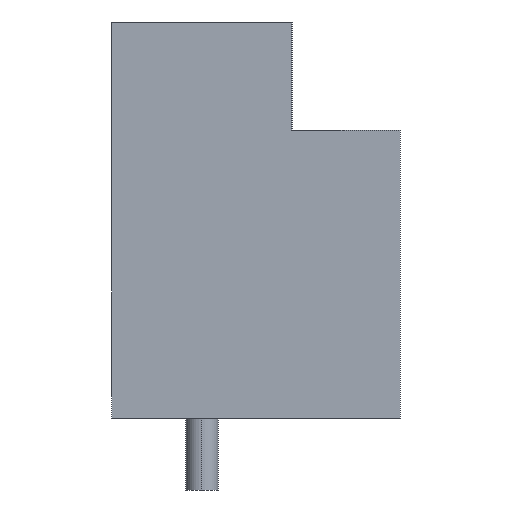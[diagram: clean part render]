
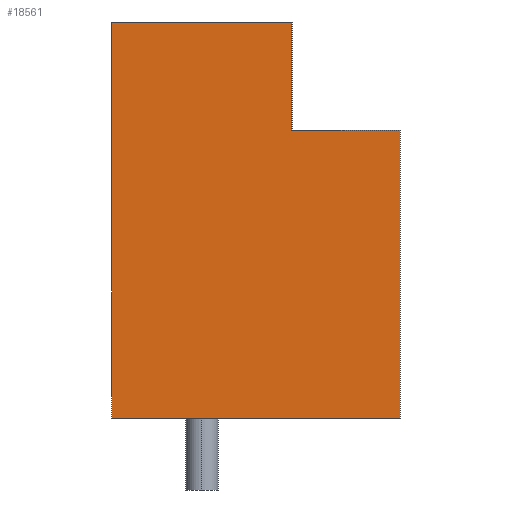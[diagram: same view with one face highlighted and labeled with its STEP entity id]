
A CAD part, left-side view. The second image highlights one B-rep face of the part: STEP entity #18561.
In plain terms, the highlighted planar face has unit normal (-1, 0, 0).
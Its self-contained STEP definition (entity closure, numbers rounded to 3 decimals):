
#4382 = VECTOR ( 'NONE', #4439, 1000. ) ;
#4383 = CARTESIAN_POINT ( 'NONE',  ( -2.5, 2.5, 0. ) ) ;
#4384 = LINE ( 'NONE', #4383, #4382 ) ;
#4437 = CARTESIAN_POINT ( 'NONE',  ( -2.5, -5.5, 0. ) ) ;
#4438 = CARTESIAN_POINT ( 'NONE',  ( -2.5, 2.5, 0. ) ) ;
#4439 = DIRECTION ( 'NONE',  ( 0., -1., 0. ) ) ;
#4603 = DIRECTION ( 'NONE',  ( 0., 0., -1. ) ) ;
#4604 = VECTOR ( 'NONE', #4603, 1000. ) ;
#4605 = CARTESIAN_POINT ( 'NONE',  ( -2.5, -5.5, 11. ) ) ;
#4606 = LINE ( 'NONE', #4605, #4604 ) ;
#4608 = CARTESIAN_POINT ( 'NONE',  ( -2.5, -5.5, 8. ) ) ;
#5347 = DIRECTION ( 'NONE',  ( 0., 0., -1. ) ) ;
#5348 = VECTOR ( 'NONE', #5347, 1000. ) ;
#5349 = CARTESIAN_POINT ( 'NONE',  ( -2.5, 2.5, 11. ) ) ;
#5350 = LINE ( 'NONE', #5349, #5348 ) ;
#5352 = CARTESIAN_POINT ( 'NONE',  ( -2.5, 2.5, 11. ) ) ;
#5353 = DIRECTION ( 'NONE',  ( 0., -1., 0. ) ) ;
#5354 = VECTOR ( 'NONE', #5353, 1000. ) ;
#5355 = CARTESIAN_POINT ( 'NONE',  ( -2.5, 2.5, 11. ) ) ;
#5356 = LINE ( 'NONE', #5355, #5354 ) ;
#5402 = FACE_OUTER_BOUND ( 'NONE', #18562, .T. ) ;
#5426 = DIRECTION ( 'NONE',  ( 0., 0., 1. ) ) ;
#5427 = VECTOR ( 'NONE', #5426, 1000. ) ;
#5428 = CARTESIAN_POINT ( 'NONE',  ( -2.5, -2.5, 8. ) ) ;
#5429 = LINE ( 'NONE', #5428, #5427 ) ;
#5430 = CARTESIAN_POINT ( 'NONE',  ( -2.5, -2.5, 8. ) ) ;
#5431 = DIRECTION ( 'NONE',  ( 0., -1., 0. ) ) ;
#5432 = VECTOR ( 'NONE', #5431, 1000. ) ;
#5433 = CARTESIAN_POINT ( 'NONE',  ( -2.5, -2.5, 8. ) ) ;
#5434 = LINE ( 'NONE', #5433, #5432 ) ;
#5435 = DIRECTION ( 'NONE',  ( 0., 1., 0. ) ) ;
#5436 = DIRECTION ( 'NONE',  ( 1., 0., 0. ) ) ;
#5437 = CARTESIAN_POINT ( 'NONE',  ( -2.5, 2.5, 11. ) ) ;
#5438 = AXIS2_PLACEMENT_3D ( 'NONE', #5437, #5436, #5435 ) ;
#5439 = PLANE ( 'NONE',  #5438 ) ;
#5565 = CARTESIAN_POINT ( 'NONE',  ( -2.5, -2.5, 11. ) ) ;
#18230 = EDGE_CURVE ( 'NONE', #18231, #18232, #4384, .T. ) ;
#18231 = VERTEX_POINT ( 'NONE', #4438 ) ;
#18232 = VERTEX_POINT ( 'NONE', #4437 ) ;
#18312 = VERTEX_POINT ( 'NONE', #4608 ) ;
#18314 = EDGE_CURVE ( 'NONE', #18312, #18232, #4606, .T. ) ;
#18541 = ORIENTED_EDGE ( 'NONE', *, *, #18542, .F. ) ;
#18542 = EDGE_CURVE ( 'NONE', #18543, #18625, #5356, .T. ) ;
#18543 = VERTEX_POINT ( 'NONE', #5352 ) ;
#18544 = ORIENTED_EDGE ( 'NONE', *, *, #18545, .T. ) ;
#18545 = EDGE_CURVE ( 'NONE', #18543, #18231, #5350, .T. ) ;
#18546 = ORIENTED_EDGE ( 'NONE', *, *, #18230, .T. ) ;
#18547 = ORIENTED_EDGE ( 'NONE', *, *, #18314, .F. ) ;
#18561 = ADVANCED_FACE ( 'NONE', ( #5402 ), #5439, .F. ) ;
#18562 = EDGE_LOOP ( 'NONE', ( #18563, #18566, #18541, #18544, #18546, #18547 ) ) ;
#18563 = ORIENTED_EDGE ( 'NONE', *, *, #18564, .F. ) ;
#18564 = EDGE_CURVE ( 'NONE', #18565, #18312, #5434, .T. ) ;
#18565 = VERTEX_POINT ( 'NONE', #5430 ) ;
#18566 = ORIENTED_EDGE ( 'NONE', *, *, #18567, .T. ) ;
#18567 = EDGE_CURVE ( 'NONE', #18565, #18625, #5429, .T. ) ;
#18625 = VERTEX_POINT ( 'NONE', #5565 ) ;
